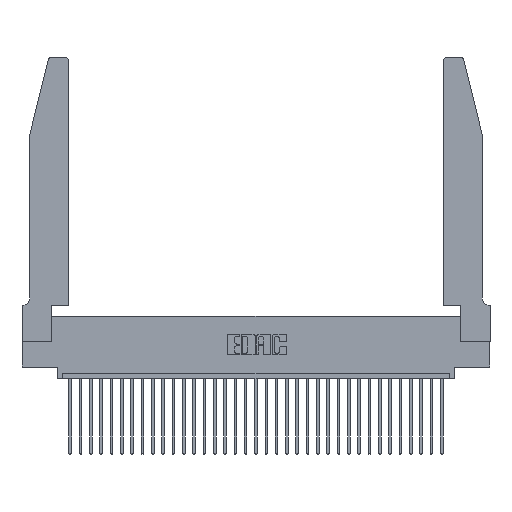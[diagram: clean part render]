
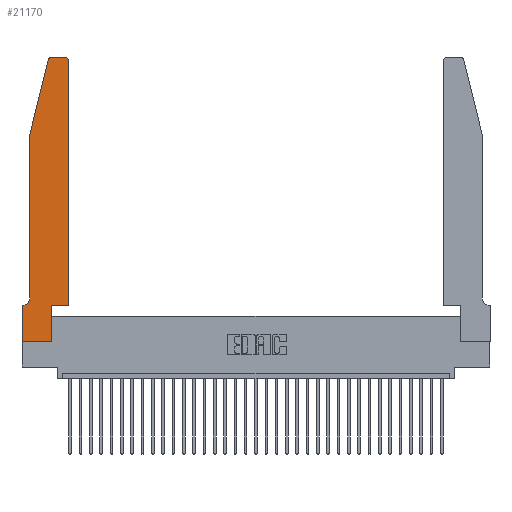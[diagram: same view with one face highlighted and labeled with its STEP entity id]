
A CAD part, top view. The second image highlights one B-rep face of the part: STEP entity #21170.
In plain terms, the highlighted planar face has unit normal (0, 0, 1).
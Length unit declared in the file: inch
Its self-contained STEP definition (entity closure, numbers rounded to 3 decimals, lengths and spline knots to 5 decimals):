
#55 = VECTOR ( 'NONE', #7059, 39.37008 ) ;
#122 = VECTOR ( 'NONE', #26659, 39.37008 ) ;
#1433 = VERTEX_POINT ( 'NONE', #28129 ) ;
#2782 = VECTOR ( 'NONE', #22037, 39.37008 ) ;
#3124 = ORIENTED_EDGE ( 'NONE', *, *, #22595, .T. ) ;
#3136 = CARTESIAN_POINT ( 'NONE',  ( 0.284, 2.72, 0.37 ) ) ;
#3656 = CIRCLE ( 'NONE', #15097, 0.03 ) ;
#4077 = VERTEX_POINT ( 'NONE', #10198 ) ;
#4444 = CARTESIAN_POINT ( 'NONE',  ( 0.0755, 0.42, 0.37 ) ) ;
#4537 = EDGE_CURVE ( 'NONE', #18266, #27779, #11374, .T. ) ;
#5157 = CARTESIAN_POINT ( 'NONE',  ( 0.0055, 0.42, 0.37 ) ) ;
#5250 = DIRECTION ( 'NONE',  ( -1., 0., 0. ) ) ;
#5496 = VERTEX_POINT ( 'NONE', #6860 ) ;
#5800 = CARTESIAN_POINT ( 'NONE',  ( 0.0755, 2., 0.37 ) ) ;
#5838 = DIRECTION ( 'NONE',  ( 1., 0., 0. ) ) ;
#6689 = CARTESIAN_POINT ( 'NONE',  ( 0., 0., 0.37 ) ) ;
#6774 = AXIS2_PLACEMENT_3D ( 'NONE', #5157, #23238, #31122 ) ;
#6860 = CARTESIAN_POINT ( 'NONE',  ( 0.4205, 2.75, 0.37 ) ) ;
#7013 = DIRECTION ( 'NONE',  ( 1., 0., 0. ) ) ;
#7059 = DIRECTION ( 'NONE',  ( 0., 1., 0. ) ) ;
#7110 = DIRECTION ( 'NONE',  ( 0., 0., 1. ) ) ;
#7141 = ORIENTED_EDGE ( 'NONE', *, *, #18412, .T. ) ;
#7177 = ORIENTED_EDGE ( 'NONE', *, *, #29541, .T. ) ;
#7417 = AXIS2_PLACEMENT_3D ( 'NONE', #3136, #18379, #5838 ) ;
#7757 = ORIENTED_EDGE ( 'NONE', *, *, #19244, .T. ) ;
#7984 = LINE ( 'NONE', #25869, #25376 ) ;
#8034 = VECTOR ( 'NONE', #16310, 39.37008 ) ;
#8437 = CARTESIAN_POINT ( 'NONE',  ( 0., 0.35, 0.37 ) ) ;
#8668 = CARTESIAN_POINT ( 'NONE',  ( 0.4505, 0.35, 0.37 ) ) ;
#8696 = CARTESIAN_POINT ( 'NONE',  ( 0.4505, 0.35, 0.37 ) ) ;
#8847 = LINE ( 'NONE', #18127, #33058 ) ;
#10022 = EDGE_CURVE ( 'NONE', #16041, #4077, #20781, .T. ) ;
#10198 = CARTESIAN_POINT ( 'NONE',  ( 0., 0., 0.37 ) ) ;
#11374 = LINE ( 'NONE', #12378, #55 ) ;
#11797 = CIRCLE ( 'NONE', #6774, 0.07 ) ;
#11905 = ORIENTED_EDGE ( 'NONE', *, *, #17459, .T. ) ;
#12378 = CARTESIAN_POINT ( 'NONE',  ( 0.2865, 0.35, 0.37 ) ) ;
#12512 = ORIENTED_EDGE ( 'NONE', *, *, #10022, .T. ) ;
#13298 = CARTESIAN_POINT ( 'NONE',  ( 0., 0.35, 0.37 ) ) ;
#13827 = ORIENTED_EDGE ( 'NONE', *, *, #33028, .T. ) ;
#14705 = DIRECTION ( 'NONE',  ( 0., -1., 0. ) ) ;
#14803 = EDGE_LOOP ( 'NONE', ( #7757, #17408, #7177, #25881, #7141, #17951, #12512, #11905, #31952, #24445, #13827, #3124 ) ) ;
#15097 = AXIS2_PLACEMENT_3D ( 'NONE', #27353, #7110, #7013 ) ;
#15693 = VECTOR ( 'NONE', #29632, 39.37008 ) ;
#16041 = VERTEX_POINT ( 'NONE', #13298 ) ;
#16145 = PLANE ( 'NONE',  #25671 ) ;
#16310 = DIRECTION ( 'NONE',  ( -0.239, -0.971, 0. ) ) ;
#16385 = EDGE_CURVE ( 'NONE', #22055, #27390, #18540, .T. ) ;
#17353 = CARTESIAN_POINT ( 'NONE',  ( 0.0755, 2., 0.37 ) ) ;
#17408 = ORIENTED_EDGE ( 'NONE', *, *, #28723, .T. ) ;
#17459 = EDGE_CURVE ( 'NONE', #4077, #18266, #21742, .T. ) ;
#17900 = LINE ( 'NONE', #31826, #122 ) ;
#17951 = ORIENTED_EDGE ( 'NONE', *, *, #26830, .T. ) ;
#18127 = CARTESIAN_POINT ( 'NONE',  ( 0.2605, 2.75, 0.37 ) ) ;
#18266 = VERTEX_POINT ( 'NONE', #19973 ) ;
#18379 = DIRECTION ( 'NONE',  ( 0., 0., 1. ) ) ;
#18412 = EDGE_CURVE ( 'NONE', #27390, #1433, #11797, .T. ) ;
#18540 = LINE ( 'NONE', #17353, #25412 ) ;
#19244 = EDGE_CURVE ( 'NONE', #5496, #28710, #8847, .T. ) ;
#19973 = CARTESIAN_POINT ( 'NONE',  ( 0.2865, 0., 0.37 ) ) ;
#20776 = CARTESIAN_POINT ( 'NONE',  ( 0.4505, 2.72, 0.37 ) ) ;
#20781 = LINE ( 'NONE', #25308, #26844 ) ;
#21170 = ADVANCED_FACE ( 'NONE', ( #31842 ), #16145, .T. ) ;
#21307 = DIRECTION ( 'NONE',  ( 0., 0., 1. ) ) ;
#21394 = CARTESIAN_POINT ( 'NONE',  ( 0.25487, 2.72718, 0.37 ) ) ;
#21742 = LINE ( 'NONE', #6689, #15693 ) ;
#22037 = DIRECTION ( 'NONE',  ( 1., 0., 0. ) ) ;
#22055 = VERTEX_POINT ( 'NONE', #30177 ) ;
#22595 = EDGE_CURVE ( 'NONE', #26818, #5496, #3656, .T. ) ;
#23005 = CARTESIAN_POINT ( 'NONE',  ( 0.284, 2.75, 0.37 ) ) ;
#23238 = DIRECTION ( 'NONE',  ( 0., 0., -1. ) ) ;
#24445 = ORIENTED_EDGE ( 'NONE', *, *, #29591, .T. ) ;
#25308 = CARTESIAN_POINT ( 'NONE',  ( 0., 0., 0.37 ) ) ;
#25376 = VECTOR ( 'NONE', #29459, 39.37008 ) ;
#25412 = VECTOR ( 'NONE', #25466, 39.37008 ) ;
#25466 = DIRECTION ( 'NONE',  ( 0., -1., 0. ) ) ;
#25671 = AXIS2_PLACEMENT_3D ( 'NONE', #8437, #21307, #26296 ) ;
#25869 = CARTESIAN_POINT ( 'NONE',  ( 0.0755, 0.35, 0.37 ) ) ;
#25881 = ORIENTED_EDGE ( 'NONE', *, *, #16385, .T. ) ;
#26186 = LINE ( 'NONE', #8696, #2782 ) ;
#26296 = DIRECTION ( 'NONE',  ( 1., 0., 0. ) ) ;
#26659 = DIRECTION ( 'NONE',  ( 0., 1., 0. ) ) ;
#26818 = VERTEX_POINT ( 'NONE', #20776 ) ;
#26830 = EDGE_CURVE ( 'NONE', #1433, #16041, #7984, .T. ) ;
#26844 = VECTOR ( 'NONE', #14705, 39.37008 ) ;
#26887 = VERTEX_POINT ( 'NONE', #8668 ) ;
#27353 = CARTESIAN_POINT ( 'NONE',  ( 0.4205, 2.72, 0.37 ) ) ;
#27390 = VERTEX_POINT ( 'NONE', #4444 ) ;
#27779 = VERTEX_POINT ( 'NONE', #32373 ) ;
#28129 = CARTESIAN_POINT ( 'NONE',  ( 0.0055, 0.35, 0.37 ) ) ;
#28660 = LINE ( 'NONE', #5800, #8034 ) ;
#28710 = VERTEX_POINT ( 'NONE', #23005 ) ;
#28723 = EDGE_CURVE ( 'NONE', #28710, #32484, #33052, .T. ) ;
#29459 = DIRECTION ( 'NONE',  ( -1., 0., 0. ) ) ;
#29541 = EDGE_CURVE ( 'NONE', #32484, #22055, #28660, .T. ) ;
#29591 = EDGE_CURVE ( 'NONE', #27779, #26887, #26186, .T. ) ;
#29632 = DIRECTION ( 'NONE',  ( 1., 0., 0. ) ) ;
#30177 = CARTESIAN_POINT ( 'NONE',  ( 0.0755, 2., 0.37 ) ) ;
#31122 = DIRECTION ( 'NONE',  ( -1., 0., 0. ) ) ;
#31826 = CARTESIAN_POINT ( 'NONE',  ( 0.4505, 0.35, 0.37 ) ) ;
#31842 = FACE_OUTER_BOUND ( 'NONE', #14803, .T. ) ;
#31952 = ORIENTED_EDGE ( 'NONE', *, *, #4537, .T. ) ;
#32373 = CARTESIAN_POINT ( 'NONE',  ( 0.2865, 0.35, 0.37 ) ) ;
#32484 = VERTEX_POINT ( 'NONE', #21394 ) ;
#33028 = EDGE_CURVE ( 'NONE', #26887, #26818, #17900, .T. ) ;
#33052 = CIRCLE ( 'NONE', #7417, 0.03 ) ;
#33058 = VECTOR ( 'NONE', #5250, 39.37008 ) ;
